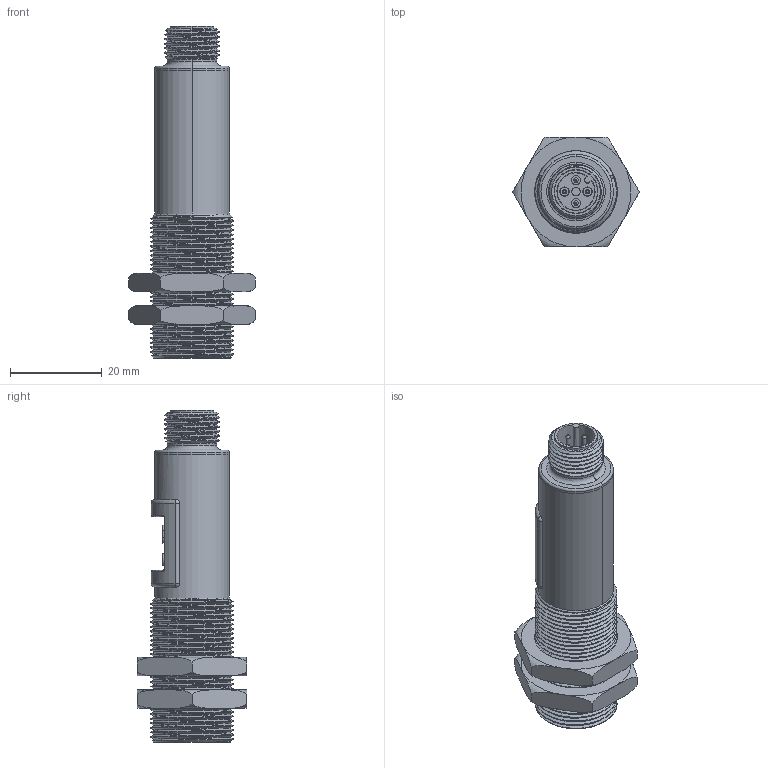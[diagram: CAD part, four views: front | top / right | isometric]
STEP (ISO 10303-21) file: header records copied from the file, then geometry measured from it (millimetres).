
FILE_DESCRIPTION((''),'2;1');
FILE_NAME('185176_ASM','2014-12-18T',('pdmadmin'),(''),'PRO/ENGINEER BY PARAMETRIC TECHNOLOGY CORPORATION, 2013230','PRO/ENGINEER BY PARAMETRIC TECHNOLOGY CORPORATION, 2013230','');
FILE_SCHEMA(('CONFIG_CONTROL_DESIGN'));
Length unit declared in the file: inch
Products named in the file (11): 171004; 181524; 168357; 168372; 168370; 168372_ASM; 168358_AF1; 168359; 168360_ASM; 08076; 185176_ASM
Assembly tree (14 placements, depth 3):
  185176_ASM
    171004
    181524
    168357
    168372_ASM
      168372
      168370
    168360_ASM
      168358_AF1
      168359  x4
    08076  x2
Bounding box: 27.57 x 23.88 x 72.2 mm (x, y, z)
Volume: 6961.7 mm3; surface area: 14610.2 mm2
Topology: 12 solids, 14 shells, 584 faces, 1412 edges, 878 vertices
Faces by surface type: cylinder 230, plane 142, cone 78, bspline 68, torus 62, sphere 4
Entity records: 31087 total; most frequent: CARTESIAN_POINT 19750, ORIENTED_EDGE 2428, DIRECTION 2159, EDGE_CURVE 1216, AXIS2_PLACEMENT_3D 845, VERTEX_POINT 762, EDGE_LOOP 534, FACE_OUTER_BOUND 488
